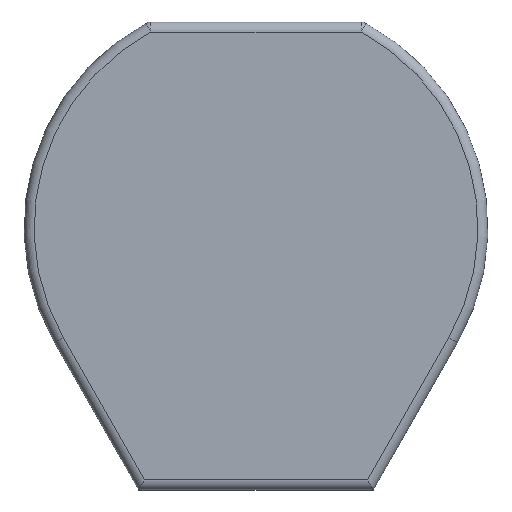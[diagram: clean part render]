
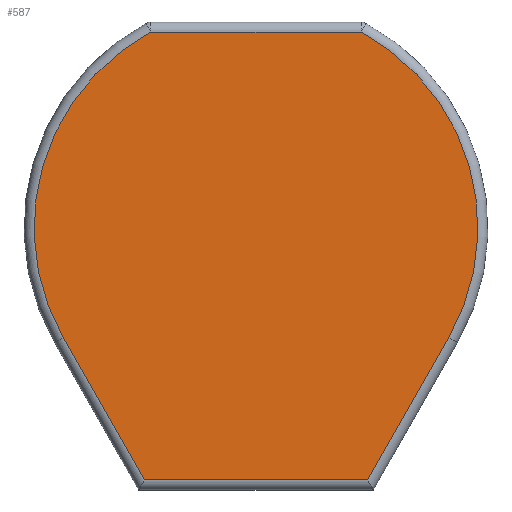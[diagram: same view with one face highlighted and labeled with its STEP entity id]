
A CAD part, front view. The second image highlights one B-rep face of the part: STEP entity #587.
In plain terms, the highlighted planar face has unit normal (0, -1, 0).
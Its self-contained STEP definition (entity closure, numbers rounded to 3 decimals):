
#25 = ORIENTED_EDGE ( 'NONE', *, *, #74, .T. ) ;
#61 = ORIENTED_EDGE ( 'NONE', *, *, #369, .T. ) ;
#74 = EDGE_CURVE ( 'NONE', #299, #412, #479, .T. ) ;
#90 = CARTESIAN_POINT ( 'NONE',  ( 0., 0., -18.875 ) ) ;
#99 = PLANE ( 'NONE',  #306 ) ;
#134 = CARTESIAN_POINT ( 'NONE',  ( 7.854, 0., 14.625 ) ) ;
#142 = DIRECTION ( 'NONE',  ( 0., -1., 0. ) ) ;
#148 = DIRECTION ( 'NONE',  ( 0., 0., 1. ) ) ;
#158 = CARTESIAN_POINT ( 'NONE',  ( -14.419, 0., -8.224 ) ) ;
#165 = CARTESIAN_POINT ( 'NONE',  ( 14.419, 0., -8.224 ) ) ;
#199 = CARTESIAN_POINT ( 'NONE',  ( 8.344, 0., -18.875 ) ) ;
#203 = VERTEX_POINT ( 'NONE', #347 ) ;
#204 = EDGE_CURVE ( 'NONE', #218, #489, #296, .T. ) ;
#214 = DIRECTION ( 'NONE',  ( 0., 0., 1. ) ) ;
#218 = VERTEX_POINT ( 'NONE', #656 ) ;
#238 = CIRCLE ( 'NONE', #699, 16.6 ) ;
#294 = VECTOR ( 'NONE', #592, 1000. ) ;
#296 = LINE ( 'NONE', #90, #623 ) ;
#299 = VERTEX_POINT ( 'NONE', #165 ) ;
#306 = AXIS2_PLACEMENT_3D ( 'NONE', #313, #539, #214 ) ;
#310 = EDGE_LOOP ( 'NONE', ( #504, #540, #61, #536, #649, #25 ) ) ;
#313 = CARTESIAN_POINT ( 'NONE',  ( 0., 0., 0. ) ) ;
#321 = VERTEX_POINT ( 'NONE', #158 ) ;
#345 = CARTESIAN_POINT ( 'NONE',  ( -14.419, 0., -8.224 ) ) ;
#347 = CARTESIAN_POINT ( 'NONE',  ( -7.854, 0., 14.625 ) ) ;
#349 = DIRECTION ( 'NONE',  ( 0., 0., 1. ) ) ;
#367 = FACE_OUTER_BOUND ( 'NONE', #310, .T. ) ;
#369 = EDGE_CURVE ( 'NONE', #321, #218, #515, .T. ) ;
#394 = EDGE_CURVE ( 'NONE', #203, #321, #238, .T. ) ;
#412 = VERTEX_POINT ( 'NONE', #134 ) ;
#415 = EDGE_CURVE ( 'NONE', #489, #299, #579, .T. ) ;
#463 = CARTESIAN_POINT ( 'NONE',  ( 14.419, 0., -8.224 ) ) ;
#470 = AXIS2_PLACEMENT_3D ( 'NONE', #621, #571, #349 ) ;
#479 = CIRCLE ( 'NONE', #470, 16.6 ) ;
#489 = VERTEX_POINT ( 'NONE', #199 ) ;
#504 = ORIENTED_EDGE ( 'NONE', *, *, #542, .T. ) ;
#514 = DIRECTION ( 'NONE',  ( 1., 0., 0. ) ) ;
#515 = LINE ( 'NONE', #345, #612 ) ;
#536 = ORIENTED_EDGE ( 'NONE', *, *, #204, .T. ) ;
#537 = CARTESIAN_POINT ( 'NONE',  ( 0., 0., 14.625 ) ) ;
#539 = DIRECTION ( 'NONE',  ( 0., 1., 0. ) ) ;
#540 = ORIENTED_EDGE ( 'NONE', *, *, #394, .T. ) ;
#542 = EDGE_CURVE ( 'NONE', #412, #203, #589, .T. ) ;
#571 = DIRECTION ( 'NONE',  ( 0., -1., 0. ) ) ;
#573 = DIRECTION ( 'NONE',  ( 0.495, 0., -0.869 ) ) ;
#576 = CARTESIAN_POINT ( 'NONE',  ( 0., 0., 0. ) ) ;
#579 = LINE ( 'NONE', #463, #590 ) ;
#587 = ADVANCED_FACE ( 'NONE', ( #367 ), #99, .F. ) ;
#589 = LINE ( 'NONE', #537, #294 ) ;
#590 = VECTOR ( 'NONE', #638, 1000. ) ;
#592 = DIRECTION ( 'NONE',  ( -1., 0., 0. ) ) ;
#612 = VECTOR ( 'NONE', #573, 1000. ) ;
#621 = CARTESIAN_POINT ( 'NONE',  ( 0., 0., 0. ) ) ;
#623 = VECTOR ( 'NONE', #514, 1000. ) ;
#638 = DIRECTION ( 'NONE',  ( 0.495, 0., 0.869 ) ) ;
#649 = ORIENTED_EDGE ( 'NONE', *, *, #415, .T. ) ;
#656 = CARTESIAN_POINT ( 'NONE',  ( -8.344, 0., -18.875 ) ) ;
#699 = AXIS2_PLACEMENT_3D ( 'NONE', #576, #142, #148 ) ;
